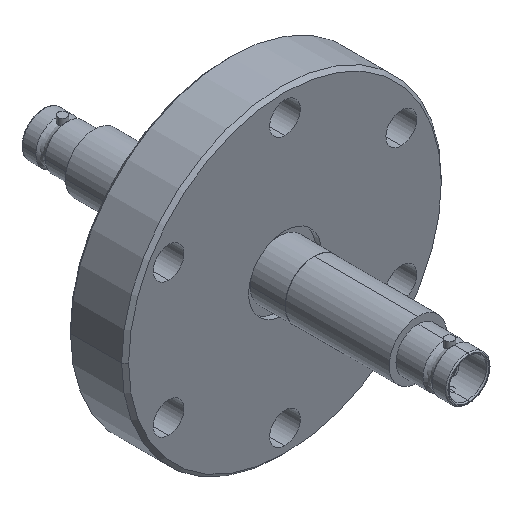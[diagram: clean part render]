
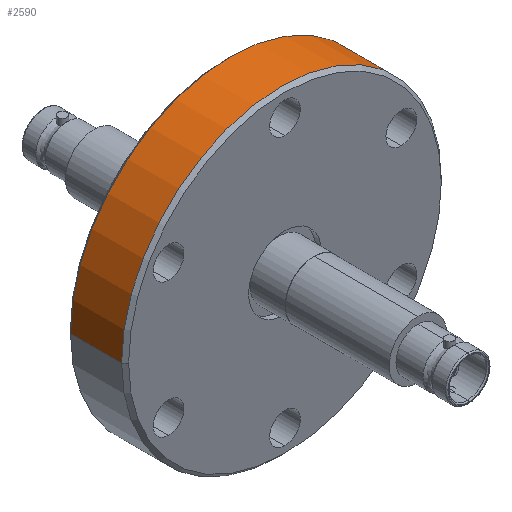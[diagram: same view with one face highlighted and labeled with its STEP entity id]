
A CAD part, isometric view. The second image highlights one B-rep face of the part: STEP entity #2590.
In plain terms, the highlighted cylindrical face has radius 34.925 mm (diameter 69.85 mm), a partial arc.
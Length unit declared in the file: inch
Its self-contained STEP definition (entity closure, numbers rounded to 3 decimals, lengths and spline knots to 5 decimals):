
#137 = AXIS2_PLACEMENT_3D ( 'NONE', #8111, #6590, #2425 ) ;
#300 = VERTEX_POINT ( 'NONE', #1251 ) ;
#591 = FACE_OUTER_BOUND ( 'NONE', #6138, .T. ) ;
#1251 = CARTESIAN_POINT ( 'NONE',  ( -1.375, -1.14312, 0. ) ) ;
#2048 = VECTOR ( 'NONE', #6366, 39.37008 ) ;
#2301 = ORIENTED_EDGE ( 'NONE', *, *, #5828, .T. ) ;
#2425 = DIRECTION ( 'NONE',  ( 1., 0., 0. ) ) ;
#2590 = ADVANCED_FACE ( 'NONE', ( #591 ), #3810, .T. ) ;
#2651 = ORIENTED_EDGE ( 'NONE', *, *, #8696, .T. ) ;
#2960 = AXIS2_PLACEMENT_3D ( 'NONE', #5503, #7139, #6351 ) ;
#3097 = VERTEX_POINT ( 'NONE', #8315 ) ;
#3657 = CARTESIAN_POINT ( 'NONE',  ( 0., -0.70312, 0. ) ) ;
#3682 = CIRCLE ( 'NONE', #137, 1.375 ) ;
#3810 = CYLINDRICAL_SURFACE ( 'NONE', #2960, 1.375 ) ;
#3908 = AXIS2_PLACEMENT_3D ( 'NONE', #3657, #8611, #8560 ) ;
#3954 = VERTEX_POINT ( 'NONE', #8972 ) ;
#4278 = LINE ( 'NONE', #8450, #9926 ) ;
#5130 = DIRECTION ( 'NONE',  ( 0., 1., 0. ) ) ;
#5261 = EDGE_CURVE ( 'NONE', #300, #3097, #4278, .T. ) ;
#5503 = CARTESIAN_POINT ( 'NONE',  ( 0., 0., 0. ) ) ;
#5828 = EDGE_CURVE ( 'NONE', #300, #10239, #3682, .T. ) ;
#6138 = EDGE_LOOP ( 'NONE', ( #2301, #2651, #7906, #9654 ) ) ;
#6351 = DIRECTION ( 'NONE',  ( -1., 0., 0. ) ) ;
#6366 = DIRECTION ( 'NONE',  ( 0., 1., 0. ) ) ;
#6469 = CARTESIAN_POINT ( 'NONE',  ( 1.375, -1.14312, 0. ) ) ;
#6590 = DIRECTION ( 'NONE',  ( 0., 1., 0. ) ) ;
#7139 = DIRECTION ( 'NONE',  ( 0., 1., 0. ) ) ;
#7798 = CIRCLE ( 'NONE', #3908, 1.375 ) ;
#7906 = ORIENTED_EDGE ( 'NONE', *, *, #7991, .T. ) ;
#7991 = EDGE_CURVE ( 'NONE', #3954, #3097, #7798, .T. ) ;
#8111 = CARTESIAN_POINT ( 'NONE',  ( 0., -1.14312, 0. ) ) ;
#8315 = CARTESIAN_POINT ( 'NONE',  ( -1.375, -0.70312, 0. ) ) ;
#8450 = CARTESIAN_POINT ( 'NONE',  ( -1.375, 0., 0. ) ) ;
#8560 = DIRECTION ( 'NONE',  ( -1., 0., 0. ) ) ;
#8575 = CARTESIAN_POINT ( 'NONE',  ( 1.375, 0., 0. ) ) ;
#8611 = DIRECTION ( 'NONE',  ( 0., -1., 0. ) ) ;
#8696 = EDGE_CURVE ( 'NONE', #10239, #3954, #10316, .T. ) ;
#8972 = CARTESIAN_POINT ( 'NONE',  ( 1.375, -0.70312, 0. ) ) ;
#9654 = ORIENTED_EDGE ( 'NONE', *, *, #5261, .F. ) ;
#9926 = VECTOR ( 'NONE', #5130, 39.37008 ) ;
#10239 = VERTEX_POINT ( 'NONE', #6469 ) ;
#10316 = LINE ( 'NONE', #8575, #2048 ) ;
